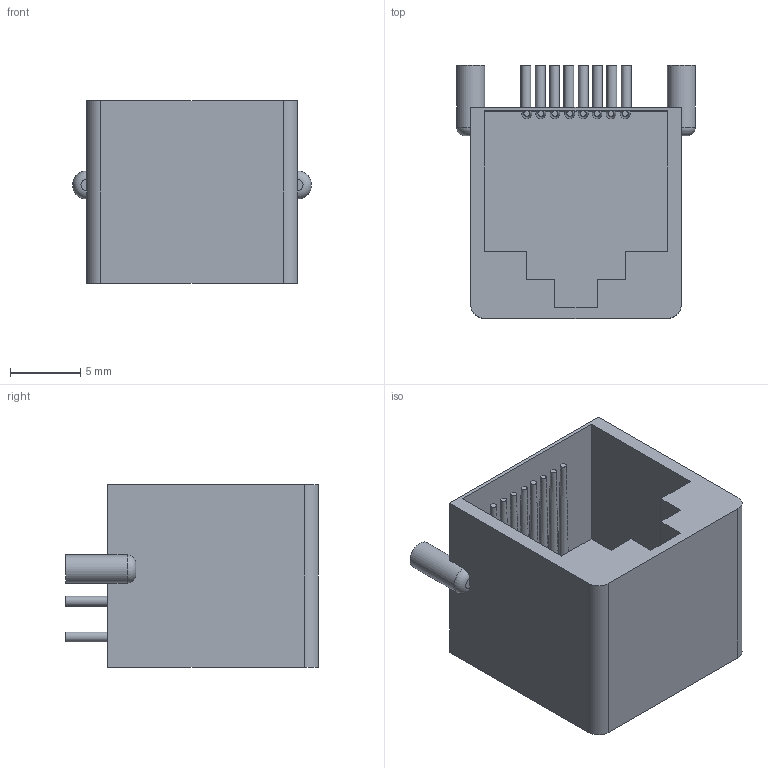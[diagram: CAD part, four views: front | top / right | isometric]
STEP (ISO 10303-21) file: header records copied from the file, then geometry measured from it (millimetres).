
FILE_DESCRIPTION(('STEP AP203'), '1');
FILE_NAME('DS1134-S80BPX', '', ('UNSPECIFIED'), ('UNSPECIFIED'), 'C3D Converter', 'C3D Toolkit', '');
FILE_SCHEMA(('CONFIG_CONTROL_DESIGN'));
Length unit declared in the file: millimetre
Bounding box: 17 x 18 x 13 mm (x, y, z)
Volume: 1467.7 mm3; surface area: 1914.3 mm2
Topology: 1 solids, 1 shells, 61 faces, 150 edges, 100 vertices
Faces by surface type: plane 39, cylinder 12, cone 8, torus 2
Full cylindrical faces by diameter (mm): 0.7 x8, 2 x2
Entity records: 2583 total; most frequent: CARTESIAN_POINT 628, DIRECTION 296, ORIENTED_EDGE 280, EDGE_CURVE 140, AXIS2_PLACEMENT_3D 111, VERTEX_POINT 100, EDGE_LOOP 80, LINE 74
